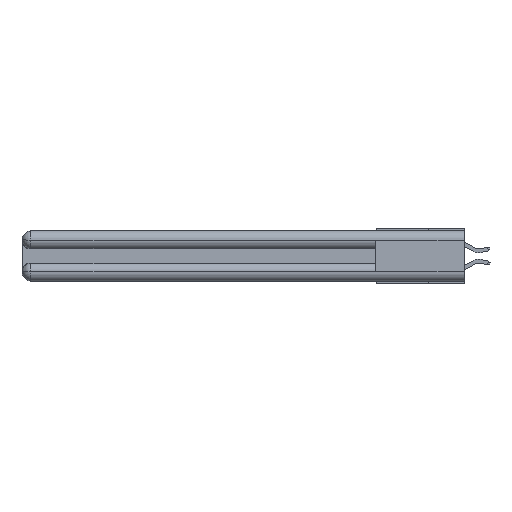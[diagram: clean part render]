
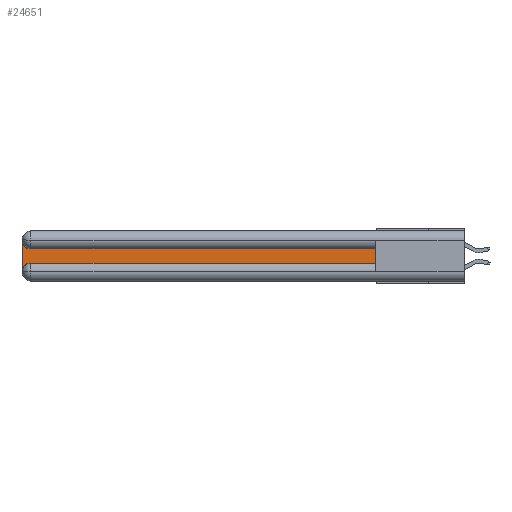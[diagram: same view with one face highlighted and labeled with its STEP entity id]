
A CAD part, left-side view. The second image highlights one B-rep face of the part: STEP entity #24651.
In plain terms, the highlighted planar face has unit normal (-1, 0, 0).
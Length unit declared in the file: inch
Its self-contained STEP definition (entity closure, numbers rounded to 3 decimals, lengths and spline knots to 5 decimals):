
#337 = EDGE_CURVE ( 'NONE', #13212, #3806, #3384, .T. ) ;
#2155 = VECTOR ( 'NONE', #26040, 39.37008 ) ;
#2161 = AXIS2_PLACEMENT_3D ( 'NONE', #23683, #13220, #10396 ) ;
#2833 = AXIS2_PLACEMENT_3D ( 'NONE', #4271, #14656, #32622 ) ;
#2853 = CARTESIAN_POINT ( 'NONE',  ( 0.075, 0.6, -0.2175 ) ) ;
#3089 = EDGE_CURVE ( 'NONE', #3806, #28298, #21960, .T. ) ;
#3384 = LINE ( 'NONE', #24730, #27597 ) ;
#3806 = VERTEX_POINT ( 'NONE', #29632 ) ;
#3883 = CARTESIAN_POINT ( 'NONE',  ( 0.075, 3., -0.2175 ) ) ;
#4271 = CARTESIAN_POINT ( 'NONE',  ( 0.075, 2.94, -0.0625 ) ) ;
#5432 = LINE ( 'NONE', #3883, #29256 ) ;
#5992 = ORIENTED_EDGE ( 'NONE', *, *, #28044, .T. ) ;
#7014 = CARTESIAN_POINT ( 'NONE',  ( 0.075, 2.94, -0.2775 ) ) ;
#7369 = CARTESIAN_POINT ( 'NONE',  ( 0.075, 0.6, -0.1225 ) ) ;
#7433 = LINE ( 'NONE', #7884, #2155 ) ;
#7884 = CARTESIAN_POINT ( 'NONE',  ( 0.075, 0.6, -0.2175 ) ) ;
#8907 = CARTESIAN_POINT ( 'NONE',  ( 0.075, 2.94, -0.2175 ) ) ;
#9224 = VERTEX_POINT ( 'NONE', #8907 ) ;
#10338 = ORIENTED_EDGE ( 'NONE', *, *, #16784, .T. ) ;
#10396 = DIRECTION ( 'NONE',  ( 0., 0., -1. ) ) ;
#10876 = DIRECTION ( 'NONE',  ( 0., 0., 1. ) ) ;
#11322 = CARTESIAN_POINT ( 'NONE',  ( 0.075, 3., -0.2775 ) ) ;
#11876 = DIRECTION ( 'NONE',  ( 0., 0., -1. ) ) ;
#12195 = DIRECTION ( 'NONE',  ( 0., 0., -1. ) ) ;
#13164 = ORIENTED_EDGE ( 'NONE', *, *, #17264, .T. ) ;
#13212 = VERTEX_POINT ( 'NONE', #7369 ) ;
#13220 = DIRECTION ( 'NONE',  ( 1., 0., 0. ) ) ;
#13974 = VERTEX_POINT ( 'NONE', #25635 ) ;
#14656 = DIRECTION ( 'NONE',  ( 1., 0., 0. ) ) ;
#16784 = EDGE_CURVE ( 'NONE', #13974, #13212, #18975, .T. ) ;
#16811 = DIRECTION ( 'NONE',  ( 0., 1., 0. ) ) ;
#17264 = EDGE_CURVE ( 'NONE', #18303, #9224, #29862, .T. ) ;
#18303 = VERTEX_POINT ( 'NONE', #11322 ) ;
#18975 = LINE ( 'NONE', #2853, #30320 ) ;
#19654 = ORIENTED_EDGE ( 'NONE', *, *, #20069, .T. ) ;
#19859 = DIRECTION ( 'NONE',  ( 1., 0., 0. ) ) ;
#20069 = EDGE_CURVE ( 'NONE', #9224, #13974, #7433, .T. ) ;
#21960 = CIRCLE ( 'NONE', #2833, 0.06 ) ;
#22397 = ORIENTED_EDGE ( 'NONE', *, *, #3089, .T. ) ;
#23683 = CARTESIAN_POINT ( 'NONE',  ( 0.075, 3., -0.1225 ) ) ;
#24651 = ADVANCED_FACE ( 'NONE', ( #29309 ), #25838, .F. ) ;
#24730 = CARTESIAN_POINT ( 'NONE',  ( 0.075, 0.6, -0.1225 ) ) ;
#25414 = EDGE_LOOP ( 'NONE', ( #33469, #22397, #5992, #13164, #19654, #10338 ) ) ;
#25635 = CARTESIAN_POINT ( 'NONE',  ( 0.075, 0.6, -0.2175 ) ) ;
#25838 = PLANE ( 'NONE',  #2161 ) ;
#26040 = DIRECTION ( 'NONE',  ( 0., -1., 0. ) ) ;
#27597 = VECTOR ( 'NONE', #16811, 39.37008 ) ;
#28044 = EDGE_CURVE ( 'NONE', #28298, #18303, #5432, .T. ) ;
#28298 = VERTEX_POINT ( 'NONE', #31137 ) ;
#29061 = AXIS2_PLACEMENT_3D ( 'NONE', #7014, #19859, #12195 ) ;
#29256 = VECTOR ( 'NONE', #11876, 39.37008 ) ;
#29309 = FACE_OUTER_BOUND ( 'NONE', #25414, .T. ) ;
#29632 = CARTESIAN_POINT ( 'NONE',  ( 0.075, 2.94, -0.1225 ) ) ;
#29862 = CIRCLE ( 'NONE', #29061, 0.06 ) ;
#30320 = VECTOR ( 'NONE', #10876, 39.37008 ) ;
#31137 = CARTESIAN_POINT ( 'NONE',  ( 0.075, 3., -0.0625 ) ) ;
#32622 = DIRECTION ( 'NONE',  ( 0., 0., -1. ) ) ;
#33469 = ORIENTED_EDGE ( 'NONE', *, *, #337, .T. ) ;
